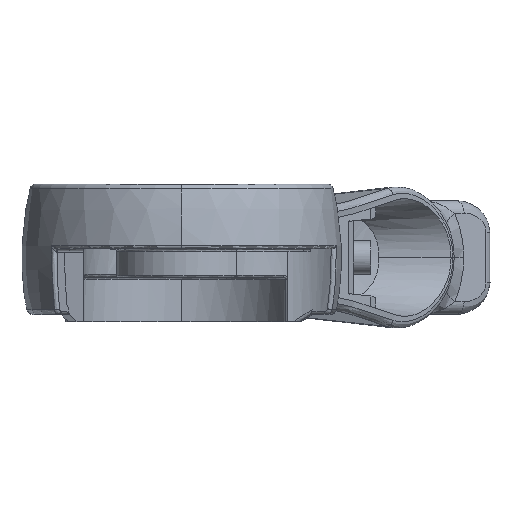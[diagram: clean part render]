
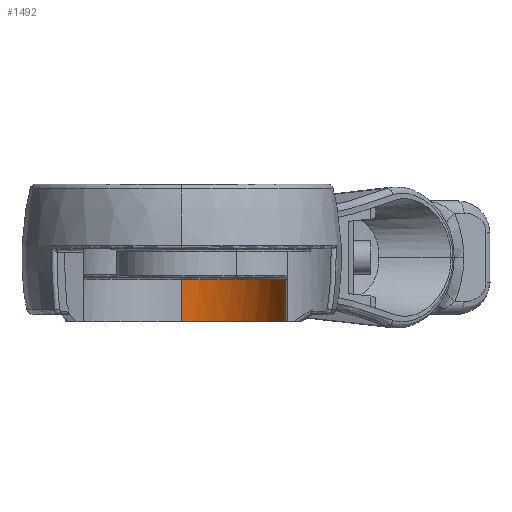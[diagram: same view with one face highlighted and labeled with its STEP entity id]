
A CAD part, left-side view. The second image highlights one B-rep face of the part: STEP entity #1492.
In plain terms, the highlighted cylindrical face has radius 16.875 mm (diameter 33.75 mm), a partial arc.
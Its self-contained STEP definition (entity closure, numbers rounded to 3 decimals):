
#1492 = ADVANCED_FACE ( 'NONE', ( #17162 ), #16801, .F. ) ;
#3113 = CIRCLE ( 'NONE', #6384, 16.875 ) ;
#3116 = LINE ( 'NONE', #5306, #3262 ) ;
#3206 = VECTOR ( 'NONE', #3585, 1000. ) ;
#3229 = LINE ( 'NONE', #4119, #3206 ) ;
#3262 = VECTOR ( 'NONE', #5328, 1000. ) ;
#3585 = DIRECTION ( 'NONE',  ( 0., 0., -1. ) ) ;
#4119 = CARTESIAN_POINT ( 'NONE',  ( -690.875, 639.842, 8.15 ) ) ;
#5191 = CARTESIAN_POINT ( 'NONE',  ( -690.875, 639.842, -3.5 ) ) ;
#5306 = CARTESIAN_POINT ( 'NONE',  ( -670.238, 656.293, 8.15 ) ) ;
#5328 = DIRECTION ( 'NONE',  ( 0., 0., 1. ) ) ;
#5690 = CARTESIAN_POINT ( 'NONE',  ( -670.238, 656.293, -3.5 ) ) ;
#5710 = CARTESIAN_POINT ( 'NONE',  ( -690.875, 639.842, -10.15 ) ) ;
#5727 = CARTESIAN_POINT ( 'NONE',  ( -670.238, 656.293, -10.15 ) ) ;
#6384 = AXIS2_PLACEMENT_3D ( 'NONE', #9487, #9488, #9489 ) ;
#7201 = DIRECTION ( 'NONE',  ( 1., 0., 0. ) ) ;
#7522 = CARTESIAN_POINT ( 'NONE',  ( -687.113, 656.293, 8.15 ) ) ;
#7539 = DIRECTION ( 'NONE',  ( 0., 0., 1. ) ) ;
#7807 = EDGE_CURVE ( 'NONE', #12973, #13116, #8036, .T. ) ;
#7862 = EDGE_CURVE ( 'NONE', #12804, #12973, #3229, .T. ) ;
#7984 = EDGE_CURVE ( 'NONE', #13031, #12804, #3113, .T. ) ;
#8036 = B_SPLINE_CURVE_WITH_KNOTS ( 'NONE', 3,
 ( #11135, #11122, #11160, #11136, #11137, #11138, #11139, #11140, #11141, #11142, #11143, #11144, #11145, #11146, #11147, #11148, #11149, #11150, #11151, #10797, #10798, #10799, #10800, #10801, #10802, #10803, #10804, #10805, #10806, #10807, #10808, #10809, #10810, #10811, #10812, #10813, #10814 ),
 .UNSPECIFIED., .F., .F.,
 ( 4, 2, 2, 2, 2, 1, 2, 2, 2, 2, 2, 2, 2, 2, 2, 2, 2, 2, 4 ),
 ( 0., 0.036, 0.072, 0.107, 0.125, 0.143, 0.179, 0.215, 0.233, 0.25, 0.286, 0.322, 0.358, 0.394, 0.429, 0.465, 0.501, 0.537, 0.572 ),
 .UNSPECIFIED. ) ;
#8162 = EDGE_CURVE ( 'NONE', #13116, #13031, #3116, .T. ) ;
#9487 = CARTESIAN_POINT ( 'NONE',  ( -687.113, 656.293, -3.5 ) ) ;
#9488 = DIRECTION ( 'NONE',  ( 0., 0., -1. ) ) ;
#9489 = DIRECTION ( 'NONE',  ( 1., 0., 0. ) ) ;
#10238 = ORIENTED_EDGE ( 'NONE', *, *, #8162, .F. ) ;
#10256 = ORIENTED_EDGE ( 'NONE', *, *, #7807, .F. ) ;
#10349 = ORIENTED_EDGE ( 'NONE', *, *, #7984, .F. ) ;
#10558 = ORIENTED_EDGE ( 'NONE', *, *, #7862, .F. ) ;
#10797 = CARTESIAN_POINT ( 'NONE',  ( -677.088, 642.703, -10.15 ) ) ;
#10798 = CARTESIAN_POINT ( 'NONE',  ( -676.105, 643.487, -10.15 ) ) ;
#10799 = CARTESIAN_POINT ( 'NONE',  ( -675.633, 643.908, -10.15 ) ) ;
#10800 = CARTESIAN_POINT ( 'NONE',  ( -674.739, 644.801, -10.15 ) ) ;
#10801 = CARTESIAN_POINT ( 'NONE',  ( -674.318, 645.272, -10.15 ) ) ;
#10802 = CARTESIAN_POINT ( 'NONE',  ( -673.53, 646.259, -10.15 ) ) ;
#10803 = CARTESIAN_POINT ( 'NONE',  ( -673.162, 646.777, -10.15 ) ) ;
#10804 = CARTESIAN_POINT ( 'NONE',  ( -672.49, 647.846, -10.15 ) ) ;
#10805 = CARTESIAN_POINT ( 'NONE',  ( -672.185, 648.398, -10.15 ) ) ;
#10806 = CARTESIAN_POINT ( 'NONE',  ( -671.636, 649.538, -10.15 ) ) ;
#10807 = CARTESIAN_POINT ( 'NONE',  ( -671.394, 650.121, -10.15 ) ) ;
#10808 = CARTESIAN_POINT ( 'NONE',  ( -670.978, 651.308, -10.15 ) ) ;
#10809 = CARTESIAN_POINT ( 'NONE',  ( -670.804, 651.911, -10.15 ) ) ;
#10810 = CARTESIAN_POINT ( 'NONE',  ( -670.521, 653.148, -10.15 ) ) ;
#10811 = CARTESIAN_POINT ( 'NONE',  ( -670.415, 653.772, -10.15 ) ) ;
#10812 = CARTESIAN_POINT ( 'NONE',  ( -670.273, 655.028, -10.15 ) ) ;
#10813 = CARTESIAN_POINT ( 'NONE',  ( -670.238, 655.663, -10.15 ) ) ;
#10814 = CARTESIAN_POINT ( 'NONE',  ( -670.238, 656.293, -10.15 ) ) ;
#11122 = CARTESIAN_POINT ( 'NONE',  ( -690.258, 639.701, -10.15 ) ) ;
#11135 = CARTESIAN_POINT ( 'NONE',  ( -690.875, 639.842, -10.15 ) ) ;
#11136 = CARTESIAN_POINT ( 'NONE',  ( -688.385, 639.454, -10.15 ) ) ;
#11137 = CARTESIAN_POINT ( 'NONE',  ( -687.753, 639.418, -10.15 ) ) ;
#11138 = CARTESIAN_POINT ( 'NONE',  ( -686.487, 639.417, -10.15 ) ) ;
#11139 = CARTESIAN_POINT ( 'NONE',  ( -685.856, 639.452, -10.15 ) ) ;
#11140 = CARTESIAN_POINT ( 'NONE',  ( -684.914, 639.558, -10.15 ) ) ;
#11141 = CARTESIAN_POINT ( 'NONE',  ( -684.599, 639.603, -10.15 ) ) ;
#11142 = CARTESIAN_POINT ( 'NONE',  ( -683.976, 639.709, -10.15 ) ) ;
#11143 = CARTESIAN_POINT ( 'NONE',  ( -683.05, 639.893, -10.15 ) ) ;
#11144 = CARTESIAN_POINT ( 'NONE',  ( -682.144, 640.153, -10.15 ) ) ;
#11145 = CARTESIAN_POINT ( 'NONE',  ( -680.955, 640.569, -10.15 ) ) ;
#11146 = CARTESIAN_POINT ( 'NONE',  ( -680.367, 640.812, -10.15 ) ) ;
#11147 = CARTESIAN_POINT ( 'NONE',  ( -679.512, 641.223, -10.15 ) ) ;
#11148 = CARTESIAN_POINT ( 'NONE',  ( -679.232, 641.368, -10.15 ) ) ;
#11149 = CARTESIAN_POINT ( 'NONE',  ( -678.678, 641.673, -10.15 ) ) ;
#11150 = CARTESIAN_POINT ( 'NONE',  ( -678.404, 641.835, -10.15 ) ) ;
#11151 = CARTESIAN_POINT ( 'NONE',  ( -677.602, 642.339, -10.15 ) ) ;
#11160 = CARTESIAN_POINT ( 'NONE',  ( -689.636, 639.595, -10.15 ) ) ;
#12804 = VERTEX_POINT ( 'NONE', #5191 ) ;
#12973 = VERTEX_POINT ( 'NONE', #5710 ) ;
#13031 = VERTEX_POINT ( 'NONE', #5690 ) ;
#13116 = VERTEX_POINT ( 'NONE', #5727 ) ;
#13519 = AXIS2_PLACEMENT_3D ( 'NONE', #7522, #7539, #7201 ) ;
#16343 = EDGE_LOOP ( 'NONE', ( #10238, #10256, #10558, #10349 ) ) ;
#16801 = CYLINDRICAL_SURFACE ( 'NONE', #13519, 16.875 ) ;
#17162 = FACE_OUTER_BOUND ( 'NONE', #16343, .T. ) ;
